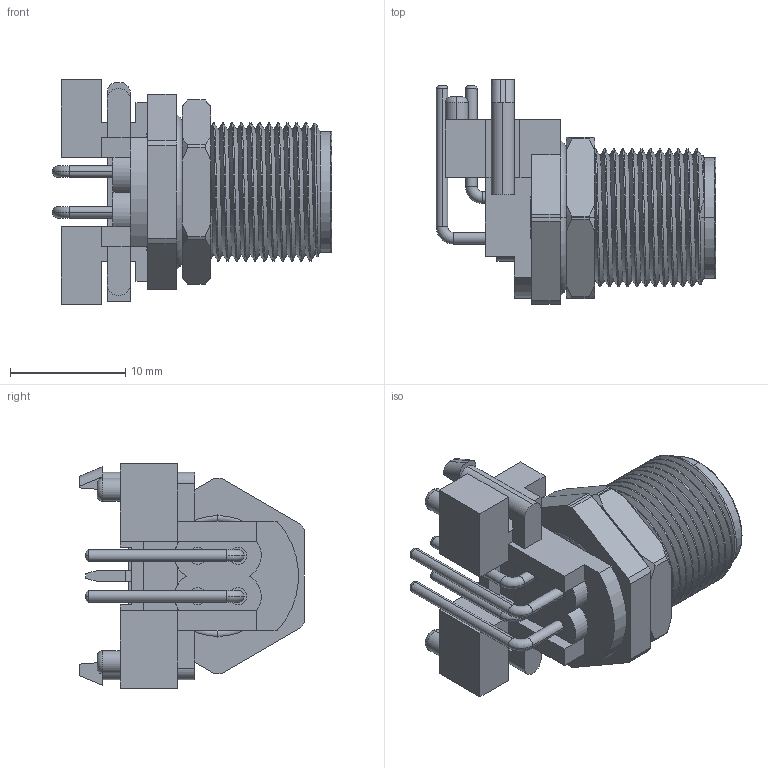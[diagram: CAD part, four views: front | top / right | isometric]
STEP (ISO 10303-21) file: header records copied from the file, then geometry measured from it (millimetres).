
FILE_DESCRIPTION (( 'STEP AP203' ), '1' );
FILE_NAME ('54-00249.STEP', '2020-10-15T16:52:13', ( '' ), ( '' ), 'SwSTEP 2.0', 'SolidWorks 2015', '' );
FILE_SCHEMA (( 'CONFIG_CONTROL_DESIGN' ));
Length unit declared in the file: millimetre
Products named in the file (9): 54-00249-03___; 54-00249-11; 54-00249; 54-00249-08; 54-00249-07; 54-00249-13; 54-00249-02___; 54-00249-12; 54-00249-01
Assembly tree (10 placements, depth 2):
  54-00249
    54-00249-01
    54-00249-02___
    54-00249-03___
    54-00249-07  x2
    54-00249-11
    54-00249-08  x2
    54-00249-12
    54-00249-13
Bounding box: 24.27 x 19.5 x 19.5 mm (x, y, z)
Volume: 2372.2 mm3; surface area: 5009.9 mm2
Topology: 10 solids, 10 shells, 457 faces, 1112 edges, 701 vertices
Faces by surface type: plane 194, cylinder 170, torus 64, cone 24, bspline 5
Entity records: 15546 total; most frequent: CARTESIAN_POINT 5170, DIRECTION 2002, ORIENTED_EDGE 1960, EDGE_CURVE 980, AXIS2_PLACEMENT_3D 733, VERTEX_POINT 621, VECTOR 536, LINE 536
